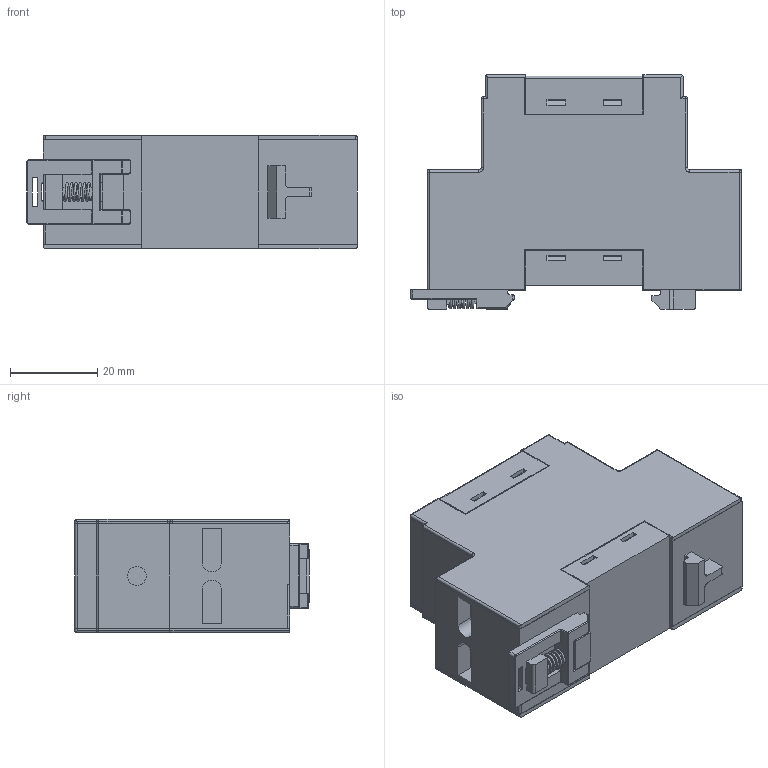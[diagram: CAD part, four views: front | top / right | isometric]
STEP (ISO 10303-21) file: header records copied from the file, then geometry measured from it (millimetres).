
FILE_DESCRIPTION (( 'STEP AP214' ), '1' );
FILE_NAME ('RG25.STEP', '2017-06-26T08:21:49', ( '' ), ( '' ), 'SwSTEP 2.0', 'SolidWorks 2017', '' );
FILE_SCHEMA (( 'AUTOMOTIVE_DESIGN' ));
Length unit declared in the file: millimetre
Products named in the file (1): RG25
Bounding box: 75.8 x 53.7 x 26 mm (x, y, z)
Volume: 75545.9 mm3; surface area: 16551.3 mm2
Topology: 4 solids, 4 shells, 561 faces, 1504 edges, 968 vertices
Faces by surface type: plane 398, cylinder 121, torus 18, sphere 12, cone 6, bspline 6
Entity records: 25333 total; most frequent: CARTESIAN_POINT 5191, ORIENTED_EDGE 2992, DIRECTION 2748, EDGE_CURVE 1496, LINE 1140, VECTOR 1140, VERTEX_POINT 968, AXIS2_PLACEMENT_3D 804
